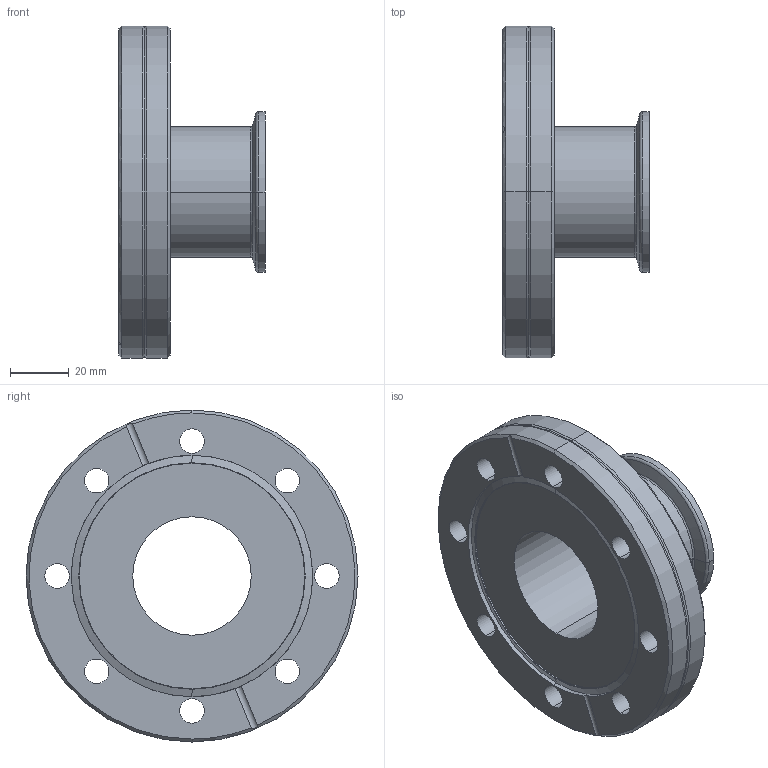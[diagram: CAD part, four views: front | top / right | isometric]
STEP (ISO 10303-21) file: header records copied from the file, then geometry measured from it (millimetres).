
FILE_DESCRIPTION (( 'STEP AP214' ), '1' );
FILE_NAME ('420RUG063-040-50.stp', '2017-05-31T11:17:42', ( '' ), ( '' ), 'SwSTEP 2.0', 'SolidWorks 2015', '' );
FILE_SCHEMA (( 'AUTOMOTIVE_DESIGN' ));
Length unit declared in the file: millimetre
Products named in the file (1): 420RUG063-040-50
Bounding box: 50 x 113.5 x 113.5 mm (x, y, z)
Volume: 152967.8 mm3; surface area: 41241.4 mm2
Topology: 1 solids, 1 shells, 63 faces, 148 edges, 90 vertices
Faces by surface type: cylinder 34, torus 12, cone 10, plane 7
Entity records: 2643 total; most frequent: DIRECTION 370, CARTESIAN_POINT 358, ORIENTED_EDGE 296, AXIS2_PLACEMENT_3D 162, EDGE_CURVE 148, CIRCLE 98, VERTEX_POINT 90, EDGE_LOOP 84
